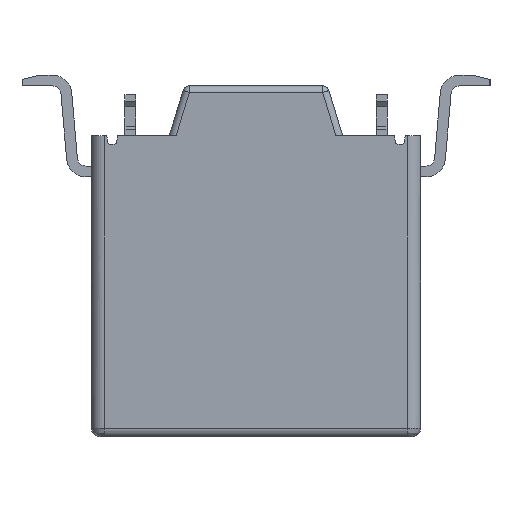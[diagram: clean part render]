
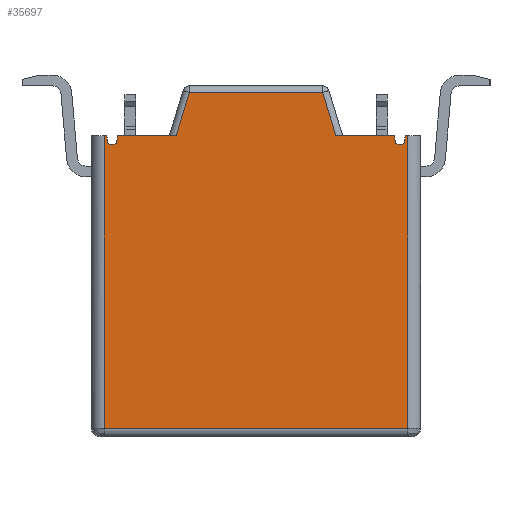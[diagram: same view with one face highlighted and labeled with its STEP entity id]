
A CAD part, left-side view. The second image highlights one B-rep face of the part: STEP entity #35697.
In plain terms, the highlighted planar face has unit normal (-1, 0, -0.026).
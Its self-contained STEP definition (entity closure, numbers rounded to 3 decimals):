
#4680=DIRECTION('',(0.,1.,0.));
#4681=VECTOR('',#4680,1.351);
#4682=CARTESIAN_POINT('',(-13.87,1.842,6.95));
#4683=LINE('',#4682,#4681);
#4688=DIRECTION('',(0.,1.,0.));
#4689=VECTOR('',#4688,0.057);
#4690=CARTESIAN_POINT('',(-13.87,3.443,6.95));
#4691=LINE('',#4690,#4689);
#4696=CARTESIAN_POINT('',(-13.87,3.5,6.95));
#4716=DIRECTION('',(0.,1.,0.));
#4717=VECTOR('',#4716,1.351);
#4718=CARTESIAN_POINT('',(-13.87,-3.193,6.95));
#4719=LINE('',#4718,#4717);
#4754=CARTESIAN_POINT('',(-13.87,-3.5,6.95));
#4760=DIRECTION('',(0.,1.,0.));
#4761=VECTOR('',#4760,0.057);
#4762=CARTESIAN_POINT('',(-13.87,-3.5,6.95));
#4763=LINE('',#4762,#4761);
#10652=DIRECTION('',(0.026,-0.174,-0.984));
#10653=VECTOR('',#10652,0.156);
#10654=CARTESIAN_POINT('',(-13.87,-3.193,6.95));
#10655=LINE('',#10654,#10653);
#10656=CARTESIAN_POINT('',(-13.866,-3.22,
6.796));
#10657=CARTESIAN_POINT('',(-13.866,-3.222,
6.787));
#10658=CARTESIAN_POINT('',(-13.865,-3.229,
6.771));
#10659=CARTESIAN_POINT('',(-13.865,-3.249,
6.754));
#10660=CARTESIAN_POINT('',(-13.865,-3.266,6.75));
#10661=CARTESIAN_POINT('',(-13.865,-3.275,6.75));
#10663=DIRECTION('',(0.,-1.,0.));
#10664=VECTOR('',#10663,0.086);
#10665=CARTESIAN_POINT('',(-13.865,-3.275,6.75));
#10666=LINE('',#10665,#10664);
#10667=CARTESIAN_POINT('',(-13.865,-3.361,6.75));
#10668=CARTESIAN_POINT('',(-13.865,-3.37,6.75));
#10669=CARTESIAN_POINT('',(-13.865,-3.387,
6.754));
#10670=CARTESIAN_POINT('',(-13.865,-3.408,
6.771));
#10671=CARTESIAN_POINT('',(-13.866,-3.414,
6.787));
#10672=CARTESIAN_POINT('',(-13.866,-3.416,
6.796));
#10674=DIRECTION('',(-0.026,-0.174,0.984));
#10675=VECTOR('',#10674,0.156);
#10676=CARTESIAN_POINT('',(-13.866,-3.416,
6.796));
#10677=LINE('',#10676,#10675);
#10678=DIRECTION('',(0.026,0.,-1.));
#10679=VECTOR('',#10678,6.758);
#10680=CARTESIAN_POINT('',(-13.87,-3.5,6.95));
#10681=LINE('',#10680,#10679);
#10682=DIRECTION('',(0.,1.,0.));
#10683=VECTOR('',#10682,7.);
#10684=CARTESIAN_POINT('',(-13.693,-3.5,
0.195));
#10685=LINE('',#10684,#10683);
#10686=DIRECTION('',(0.026,0.,-1.));
#10687=VECTOR('',#10686,6.758);
#10688=CARTESIAN_POINT('',(-13.87,3.5,6.95));
#10689=LINE('',#10688,#10687);
#10690=DIRECTION('',(-0.026,0.174,0.984));
#10691=VECTOR('',#10690,0.156);
#10692=CARTESIAN_POINT('',(-13.866,3.416,
6.796));
#10693=LINE('',#10692,#10691);
#10694=CARTESIAN_POINT('',(-13.865,3.361,6.75));
#10695=CARTESIAN_POINT('',(-13.865,3.37,6.75));
#10696=CARTESIAN_POINT('',(-13.865,3.387,
6.754));
#10697=CARTESIAN_POINT('',(-13.865,3.408,
6.771));
#10698=CARTESIAN_POINT('',(-13.866,3.414,
6.787));
#10699=CARTESIAN_POINT('',(-13.866,3.416,
6.796));
#10701=DIRECTION('',(0.,1.,0.));
#10702=VECTOR('',#10701,0.086);
#10703=CARTESIAN_POINT('',(-13.865,3.275,6.75));
#10704=LINE('',#10703,#10702);
#10705=CARTESIAN_POINT('',(-13.866,3.22,
6.796));
#10706=CARTESIAN_POINT('',(-13.866,3.222,
6.787));
#10707=CARTESIAN_POINT('',(-13.865,3.229,
6.771));
#10708=CARTESIAN_POINT('',(-13.865,3.249,
6.754));
#10709=CARTESIAN_POINT('',(-13.865,3.266,6.75));
#10710=CARTESIAN_POINT('',(-13.865,3.275,6.75));
#10712=DIRECTION('',(0.026,0.174,-0.984));
#10713=VECTOR('',#10712,0.156);
#10714=CARTESIAN_POINT('',(-13.87,3.193,6.95));
#10715=LINE('',#10714,#10713);
#10716=DIRECTION('',(0.025,0.291,-0.956));
#10717=VECTOR('',#10716,1.042);
#10718=CARTESIAN_POINT('',(-13.896,1.539,
7.946));
#10719=LINE('',#10718,#10717);
#10720=DIRECTION('',(0.,1.,0.));
#10721=VECTOR('',#10720,3.078);
#10722=CARTESIAN_POINT('',(-13.896,-1.539,
7.946));
#10723=LINE('',#10722,#10721);
#10724=DIRECTION('',(-0.025,0.291,0.956));
#10725=VECTOR('',#10724,1.042);
#10726=CARTESIAN_POINT('',(-13.87,-1.842,6.95));
#10727=LINE('',#10726,#10725);
#15157=CARTESIAN_POINT('',(-13.693,3.5,0.195));
#15193=CARTESIAN_POINT('',(-13.693,-3.5,
0.195));
#19853=CARTESIAN_POINT('',(-13.87,-1.842,6.95));
#19854=CARTESIAN_POINT('',(-13.896,-1.539,
7.946));
#19855=VERTEX_POINT('',#19853);
#19856=VERTEX_POINT('',#19854);
#19863=CARTESIAN_POINT('',(-13.896,1.539,
7.946));
#19864=VERTEX_POINT('',#19863);
#19871=CARTESIAN_POINT('',(-13.87,1.842,6.95));
#19872=VERTEX_POINT('',#19871);
#19961=VERTEX_POINT('',#4754);
#19968=VERTEX_POINT('',#4696);
#19971=VERTEX_POINT('',#15157);
#19990=VERTEX_POINT('',#15193);
#19991=CARTESIAN_POINT('',(-13.87,3.193,6.95));
#19993=VERTEX_POINT('',#19991);
#19995=CARTESIAN_POINT('',(-13.87,3.443,6.95));
#19997=VERTEX_POINT('',#19995);
#20005=CARTESIAN_POINT('',(-13.866,3.22,
6.796));
#20006=VERTEX_POINT('',#20005);
#20007=VERTEX_POINT('',#10710);
#20008=CARTESIAN_POINT('',(-13.865,3.361,6.75));
#20009=VERTEX_POINT('',#20008);
#20010=VERTEX_POINT('',#10699);
#20012=CARTESIAN_POINT('',(-13.866,-3.22,
6.796));
#20014=VERTEX_POINT('',#20012);
#20016=CARTESIAN_POINT('',(-13.865,-3.275,6.75));
#20018=VERTEX_POINT('',#20016);
#20020=CARTESIAN_POINT('',(-13.865,-3.361,6.75));
#20022=VERTEX_POINT('',#20020);
#20024=CARTESIAN_POINT('',(-13.866,-3.416,
6.796));
#20026=VERTEX_POINT('',#20024);
#20027=CARTESIAN_POINT('',(-13.87,-3.193,6.95));
#20029=VERTEX_POINT('',#20027);
#20031=CARTESIAN_POINT('',(-13.87,-3.443,6.95));
#20033=VERTEX_POINT('',#20031);
#35655=CARTESIAN_POINT('',(-13.9,6.,8.1));
#35656=DIRECTION('',(-1.,0.,-0.026));
#35657=DIRECTION('',(0.,-1.,0.));
#35658=AXIS2_PLACEMENT_3D('',#35655,#35656,#35657);
#35659=PLANE('',#35658);
#35661=ORIENTED_EDGE('',*,*,#35660,.T.);
#35663=ORIENTED_EDGE('',*,*,#35662,.T.);
#35665=ORIENTED_EDGE('',*,*,#35664,.T.);
#35667=ORIENTED_EDGE('',*,*,#35666,.T.);
#35669=ORIENTED_EDGE('',*,*,#35668,.T.);
#35670=ORIENTED_EDGE('',*,*,#26251,.F.);
#35672=ORIENTED_EDGE('',*,*,#35671,.T.);
#35674=ORIENTED_EDGE('',*,*,#35673,.T.);
#35676=ORIENTED_EDGE('',*,*,#35675,.F.);
#35677=ORIENTED_EDGE('',*,*,#25959,.F.);
#35679=ORIENTED_EDGE('',*,*,#35678,.F.);
#35681=ORIENTED_EDGE('',*,*,#35680,.F.);
#35683=ORIENTED_EDGE('',*,*,#35682,.F.);
#35685=ORIENTED_EDGE('',*,*,#35684,.F.);
#35686=ORIENTED_EDGE('',*,*,#35646,.F.);
#35687=ORIENTED_EDGE('',*,*,#25717,.F.);
#35689=ORIENTED_EDGE('',*,*,#35688,.F.);
#35691=ORIENTED_EDGE('',*,*,#35690,.F.);
#35693=ORIENTED_EDGE('',*,*,#35692,.F.);
#35694=ORIENTED_EDGE('',*,*,#25979,.F.);
#35695=EDGE_LOOP('',(#35661,#35663,#35665,#35667,#35669,#35670,#35672,#35674,
#35676,#35677,#35679,#35681,#35683,#35685,#35686,#35687,#35689,#35691,#35693,
#35694));
#35696=FACE_OUTER_BOUND('',#35695,.F.);
#35697=ADVANCED_FACE('',(#35696),#35659,.T.);
#10662=B_SPLINE_CURVE_WITH_KNOTS('',3,(#10656,#10657,#10658,#10659,#10660,
#10661),.UNSPECIFIED.,.F.,.F.,(4,1,1,4),(0.,0.333,
0.667,1.),.UNSPECIFIED.);
#10673=B_SPLINE_CURVE_WITH_KNOTS('',3,(#10667,#10668,#10669,#10670,#10671,
#10672),.UNSPECIFIED.,.F.,.F.,(4,1,1,4),(0.,0.333,
0.667,1.),.UNSPECIFIED.);
#10700=B_SPLINE_CURVE_WITH_KNOTS('',3,(#10694,#10695,#10696,#10697,#10698,
#10699),.UNSPECIFIED.,.F.,.F.,(4,1,1,4),(0.,0.333,
0.667,1.),.UNSPECIFIED.);
#10711=B_SPLINE_CURVE_WITH_KNOTS('',3,(#10705,#10706,#10707,#10708,#10709,
#10710),.UNSPECIFIED.,.F.,.F.,(4,1,1,4),(0.,0.333,
0.667,1.),.UNSPECIFIED.);
#25717=EDGE_CURVE('',#19872,#19993,#4683,.T.);
#25959=EDGE_CURVE('',#19997,#19968,#4691,.T.);
#25979=EDGE_CURVE('',#20029,#19855,#4719,.T.);
#26251=EDGE_CURVE('',#19961,#20033,#4763,.T.);
#35646=EDGE_CURVE('',#19993,#20006,#10715,.T.);
#35660=EDGE_CURVE('',#20029,#20014,#10655,.T.);
#35662=EDGE_CURVE('',#20014,#20018,#10662,.T.);
#35664=EDGE_CURVE('',#20018,#20022,#10666,.T.);
#35666=EDGE_CURVE('',#20022,#20026,#10673,.T.);
#35668=EDGE_CURVE('',#20026,#20033,#10677,.T.);
#35671=EDGE_CURVE('',#19961,#19990,#10681,.T.);
#35673=EDGE_CURVE('',#19990,#19971,#10685,.T.);
#35675=EDGE_CURVE('',#19968,#19971,#10689,.T.);
#35678=EDGE_CURVE('',#20010,#19997,#10693,.T.);
#35680=EDGE_CURVE('',#20009,#20010,#10700,.T.);
#35682=EDGE_CURVE('',#20007,#20009,#10704,.T.);
#35684=EDGE_CURVE('',#20006,#20007,#10711,.T.);
#35688=EDGE_CURVE('',#19864,#19872,#10719,.T.);
#35690=EDGE_CURVE('',#19856,#19864,#10723,.T.);
#35692=EDGE_CURVE('',#19855,#19856,#10727,.T.);
